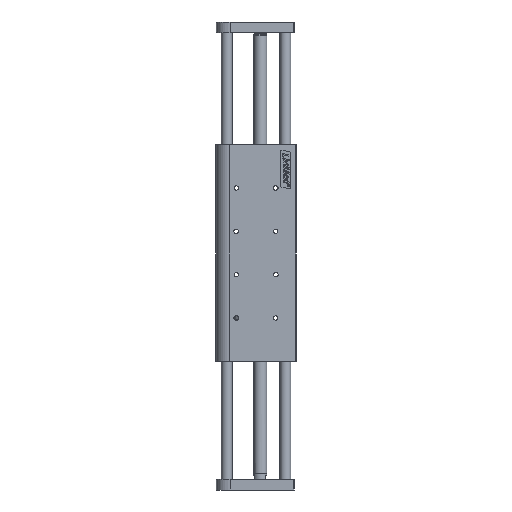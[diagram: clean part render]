
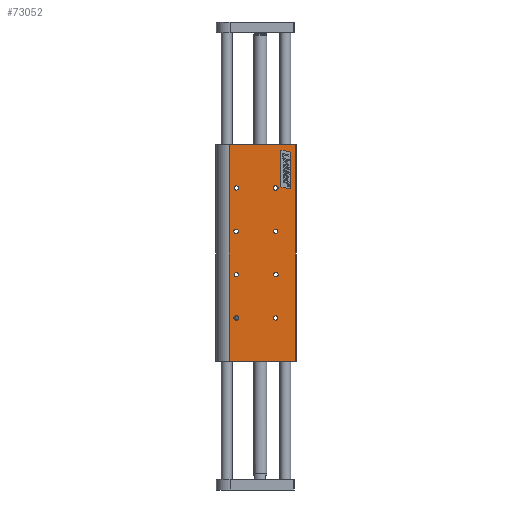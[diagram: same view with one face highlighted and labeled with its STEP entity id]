
A CAD part, left-side view. The second image highlights one B-rep face of the part: STEP entity #73052.
In plain terms, the highlighted planar face has unit normal (-1, 0, 0).
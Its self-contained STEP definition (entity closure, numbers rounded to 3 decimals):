
#138 = LINE ( 'NONE', #23139, #77068 ) ;
#1794 = DIRECTION ( 'NONE',  ( -1., 0., 0. ) ) ;
#2605 = EDGE_LOOP ( 'NONE', ( #21952 ) ) ;
#4160 = DIRECTION ( 'NONE',  ( 0., 0., -1. ) ) ;
#5043 = EDGE_CURVE ( 'NONE', #86585, #46110, #19891, .T. ) ;
#5439 = EDGE_CURVE ( 'NONE', #35918, #35918, #85405, .T. ) ;
#5869 = CARTESIAN_POINT ( 'NONE',  ( -12.5, 22.25, 120. ) ) ;
#7098 = CARTESIAN_POINT ( 'NONE',  ( -12.5, 28.5, 0. ) ) ;
#8038 = CARTESIAN_POINT ( 'NONE',  ( -12.5, 28.5, 200. ) ) ;
#9802 = EDGE_CURVE ( 'NONE', #37278, #37278, #20511, .T. ) ;
#9844 = AXIS2_PLACEMENT_3D ( 'NONE', #5869, #47325, #75986 ) ;
#9978 = VERTEX_POINT ( 'NONE', #43087 ) ;
#10271 = CARTESIAN_POINT ( 'NONE',  ( -12.5, 22.25, 40. ) ) ;
#11131 = CARTESIAN_POINT ( 'NONE',  ( -12.5, -18.931, 0. ) ) ;
#11654 = ORIENTED_EDGE ( 'NONE', *, *, #18182, .T. ) ;
#13066 = EDGE_LOOP ( 'NONE', ( #73076, #84598, #77941, #49477 ) ) ;
#14132 = FACE_BOUND ( 'NONE', #72502, .T. ) ;
#14620 = VECTOR ( 'NONE', #56512, 1000. ) ;
#14817 = EDGE_LOOP ( 'NONE', ( #71461 ) ) ;
#14942 = DIRECTION ( 'NONE',  ( 0., 0., 1. ) ) ;
#15525 = FACE_OUTER_BOUND ( 'NONE', #13066, .T. ) ;
#17129 = LINE ( 'NONE', #52891, #31921 ) ;
#18182 = EDGE_CURVE ( 'NONE', #33480, #33480, #22712, .T. ) ;
#18476 = CARTESIAN_POINT ( 'NONE',  ( -12.5, 22.25, 80. ) ) ;
#18722 = ORIENTED_EDGE ( 'NONE', *, *, #38666, .T. ) ;
#18832 = CIRCLE ( 'NONE', #9844, 2.1 ) ;
#19224 = VECTOR ( 'NONE', #77257, 1000. ) ;
#19664 = AXIS2_PLACEMENT_3D ( 'NONE', #71840, #50238, #14942 ) ;
#19854 = CARTESIAN_POINT ( 'NONE',  ( -12.5, 22.25, 78. ) ) ;
#19891 = LINE ( 'NONE', #48596, #19224 ) ;
#20312 = DIRECTION ( 'NONE',  ( 0., 0., -1. ) ) ;
#20511 = CIRCLE ( 'NONE', #73072, 2.1 ) ;
#20559 = VERTEX_POINT ( 'NONE', #36640 ) ;
#21324 = CARTESIAN_POINT ( 'NONE',  ( -12.5, -27.916, 193.128 ) ) ;
#21952 = ORIENTED_EDGE ( 'NONE', *, *, #76255, .T. ) ;
#22498 = DIRECTION ( 'NONE',  ( 0., 0.978, 0.208 ) ) ;
#22712 = CIRCLE ( 'NONE', #48292, 2. ) ;
#23030 = FACE_BOUND ( 'NONE', #81388, .T. ) ;
#23139 = CARTESIAN_POINT ( 'NONE',  ( -12.5, 28.5, 0. ) ) ;
#23200 = VERTEX_POINT ( 'NONE', #51908 ) ;
#23401 = EDGE_LOOP ( 'NONE', ( #18722, #64732, #71638, #55283 ) ) ;
#23511 = EDGE_CURVE ( 'NONE', #64485, #64485, #18832, .T. ) ;
#23559 = ORIENTED_EDGE ( 'NONE', *, *, #67635, .T. ) ;
#24092 = CARTESIAN_POINT ( 'NONE',  ( -12.5, -32.5, 0. ) ) ;
#24390 = DIRECTION ( 'NONE',  ( 1., 0., 0. ) ) ;
#25003 = AXIS2_PLACEMENT_3D ( 'NONE', #31442, #24390, #4160 ) ;
#26138 = EDGE_LOOP ( 'NONE', ( #71560 ) ) ;
#26716 = CARTESIAN_POINT ( 'NONE',  ( -12.5, -27.916, 0. ) ) ;
#27162 = DIRECTION ( 'NONE',  ( 1., 0., 0. ) ) ;
#27950 = CARTESIAN_POINT ( 'NONE',  ( -12.5, -14.25, 162.1 ) ) ;
#28036 = CIRCLE ( 'NONE', #25003, 2. ) ;
#28203 = VERTEX_POINT ( 'NONE', #70507 ) ;
#29302 = VERTEX_POINT ( 'NONE', #46367 ) ;
#29649 = FACE_BOUND ( 'NONE', #65472, .T. ) ;
#30652 = DIRECTION ( 'NONE',  ( 0., 1., 0. ) ) ;
#30690 = CARTESIAN_POINT ( 'NONE',  ( -12.5, 22.25, 42.1 ) ) ;
#31442 = CARTESIAN_POINT ( 'NONE',  ( -12.5, -14.25, 40. ) ) ;
#31921 = VECTOR ( 'NONE', #37348, 1000. ) ;
#32377 = VECTOR ( 'NONE', #67344, 1000. ) ;
#33480 = VERTEX_POINT ( 'NONE', #19854 ) ;
#33544 = AXIS2_PLACEMENT_3D ( 'NONE', #84964, #27162, #69478 ) ;
#35124 = LINE ( 'NONE', #26716, #70169 ) ;
#35555 = LINE ( 'NONE', #24092, #32377 ) ;
#35918 = VERTEX_POINT ( 'NONE', #27950 ) ;
#36160 = EDGE_CURVE ( 'NONE', #54378, #9978, #86901, .T. ) ;
#36640 = CARTESIAN_POINT ( 'NONE',  ( -12.5, 28.5, 0. ) ) ;
#36985 = ORIENTED_EDGE ( 'NONE', *, *, #86296, .F. ) ;
#37137 = DIRECTION ( 'NONE',  ( 1., 0., 0. ) ) ;
#37278 = VERTEX_POINT ( 'NONE', #30690 ) ;
#37348 = DIRECTION ( 'NONE',  ( 0., 1., 0. ) ) ;
#38003 = EDGE_CURVE ( 'NONE', #28203, #28203, #28036, .T. ) ;
#38666 = EDGE_CURVE ( 'NONE', #46110, #54378, #35124, .T. ) ;
#39591 = CIRCLE ( 'NONE', #33544, 2. ) ;
#40761 = ORIENTED_EDGE ( 'NONE', *, *, #9802, .F. ) ;
#41477 = CARTESIAN_POINT ( 'NONE',  ( -12.5, -27.916, 159.104 ) ) ;
#42548 = CIRCLE ( 'NONE', #54559, 2. ) ;
#43087 = CARTESIAN_POINT ( 'NONE',  ( -12.5, -18.931, 161.015 ) ) ;
#43610 = CIRCLE ( 'NONE', #19664, 2.1 ) ;
#43742 = FACE_BOUND ( 'NONE', #23401, .T. ) ;
#43792 = VERTEX_POINT ( 'NONE', #92702 ) ;
#44172 = EDGE_CURVE ( 'NONE', #29302, #20559, #92189, .T. ) ;
#44208 = PLANE ( 'NONE',  #84210 ) ;
#44821 = CARTESIAN_POINT ( 'NONE',  ( -12.5, -32.5, 200. ) ) ;
#46062 = CARTESIAN_POINT ( 'NONE',  ( -12.5, -32.5, 0. ) ) ;
#46110 = VERTEX_POINT ( 'NONE', #21324 ) ;
#46367 = CARTESIAN_POINT ( 'NONE',  ( -12.5, 28.5, 200. ) ) ;
#47325 = DIRECTION ( 'NONE',  ( -1., 0., 0. ) ) ;
#48292 = AXIS2_PLACEMENT_3D ( 'NONE', #18476, #69699, #20312 ) ;
#48596 = CARTESIAN_POINT ( 'NONE',  ( -12.5, -40.548, 190.438 ) ) ;
#49477 = ORIENTED_EDGE ( 'NONE', *, *, #44172, .T. ) ;
#49791 = DIRECTION ( 'NONE',  ( 1., 0., 0. ) ) ;
#49913 = FACE_BOUND ( 'NONE', #2605, .T. ) ;
#50238 = DIRECTION ( 'NONE',  ( -1., 0., 0. ) ) ;
#51293 = FACE_BOUND ( 'NONE', #83003, .T. ) ;
#51908 = CARTESIAN_POINT ( 'NONE',  ( -12.5, -14.25, 118. ) ) ;
#52891 = CARTESIAN_POINT ( 'NONE',  ( -12.5, 28.5, 200. ) ) ;
#54378 = VERTEX_POINT ( 'NONE', #41477 ) ;
#54559 = AXIS2_PLACEMENT_3D ( 'NONE', #92988, #49791, #62951 ) ;
#54596 = DIRECTION ( 'NONE',  ( -1., 0., 0. ) ) ;
#55283 = ORIENTED_EDGE ( 'NONE', *, *, #5043, .T. ) ;
#56512 = DIRECTION ( 'NONE',  ( 0., 0., -1. ) ) ;
#57450 = CARTESIAN_POINT ( 'NONE',  ( -12.5, 22.25, 122.1 ) ) ;
#62951 = DIRECTION ( 'NONE',  ( 0., 0., -1. ) ) ;
#64485 = VERTEX_POINT ( 'NONE', #57450 ) ;
#64732 = ORIENTED_EDGE ( 'NONE', *, *, #36160, .T. ) ;
#65253 = EDGE_CURVE ( 'NONE', #85731, #20559, #138, .T. ) ;
#65335 = VECTOR ( 'NONE', #22498, 1000. ) ;
#65472 = EDGE_LOOP ( 'NONE', ( #23559 ) ) ;
#67344 = DIRECTION ( 'NONE',  ( 0., 0., 1. ) ) ;
#67635 = EDGE_CURVE ( 'NONE', #23200, #23200, #39591, .T. ) ;
#68691 = CARTESIAN_POINT ( 'NONE',  ( -12.5, -14.25, 160. ) ) ;
#68813 = EDGE_CURVE ( 'NONE', #85731, #74193, #35555, .T. ) ;
#69423 = LINE ( 'NONE', #11131, #89017 ) ;
#69478 = DIRECTION ( 'NONE',  ( 0., 0., -1. ) ) ;
#69601 = VERTEX_POINT ( 'NONE', #75755 ) ;
#69699 = DIRECTION ( 'NONE',  ( 1., 0., 0. ) ) ;
#69947 = DIRECTION ( 'NONE',  ( 0., 0., -1. ) ) ;
#70169 = VECTOR ( 'NONE', #69947, 1000. ) ;
#70507 = CARTESIAN_POINT ( 'NONE',  ( -12.5, -14.25, 38. ) ) ;
#71461 = ORIENTED_EDGE ( 'NONE', *, *, #5439, .F. ) ;
#71519 = FACE_BOUND ( 'NONE', #26138, .T. ) ;
#71560 = ORIENTED_EDGE ( 'NONE', *, *, #23511, .F. ) ;
#71638 = ORIENTED_EDGE ( 'NONE', *, *, #90682, .T. ) ;
#71840 = CARTESIAN_POINT ( 'NONE',  ( -12.5, -14.25, 80. ) ) ;
#71857 = AXIS2_PLACEMENT_3D ( 'NONE', #68691, #54596, #84182 ) ;
#71983 = FACE_BOUND ( 'NONE', #14817, .T. ) ;
#72409 = CARTESIAN_POINT ( 'NONE',  ( -12.5, -18.931, 195.041 ) ) ;
#72502 = EDGE_LOOP ( 'NONE', ( #36985 ) ) ;
#72905 = DIRECTION ( 'NONE',  ( 0., 1., 0. ) ) ;
#73052 = ADVANCED_FACE ( 'NONE', ( #49913, #86982, #29649, #51293, #14132, #71519, #23030, #71983, #15525, #43742 ), #44208, .F. ) ;
#73072 = AXIS2_PLACEMENT_3D ( 'NONE', #10271, #1794, #80792 ) ;
#73076 = ORIENTED_EDGE ( 'NONE', *, *, #65253, .F. ) ;
#74193 = VERTEX_POINT ( 'NONE', #44821 ) ;
#75174 = ORIENTED_EDGE ( 'NONE', *, *, #38003, .T. ) ;
#75212 = EDGE_CURVE ( 'NONE', #74193, #29302, #17129, .T. ) ;
#75755 = CARTESIAN_POINT ( 'NONE',  ( -12.5, -14.25, 82.1 ) ) ;
#75986 = DIRECTION ( 'NONE',  ( 0., 0., 1. ) ) ;
#76255 = EDGE_CURVE ( 'NONE', #43792, #43792, #42548, .T. ) ;
#76958 = DIRECTION ( 'NONE',  ( 0., 0., 1. ) ) ;
#77068 = VECTOR ( 'NONE', #30652, 1000. ) ;
#77257 = DIRECTION ( 'NONE',  ( 0., -0.978, -0.208 ) ) ;
#77941 = ORIENTED_EDGE ( 'NONE', *, *, #75212, .T. ) ;
#80792 = DIRECTION ( 'NONE',  ( 0., 0., 1. ) ) ;
#81388 = EDGE_LOOP ( 'NONE', ( #40761 ) ) ;
#83003 = EDGE_LOOP ( 'NONE', ( #75174 ) ) ;
#84182 = DIRECTION ( 'NONE',  ( 0., 0., 1. ) ) ;
#84210 = AXIS2_PLACEMENT_3D ( 'NONE', #7098, #37137, #72905 ) ;
#84598 = ORIENTED_EDGE ( 'NONE', *, *, #68813, .T. ) ;
#84964 = CARTESIAN_POINT ( 'NONE',  ( -12.5, -14.25, 120. ) ) ;
#85071 = CARTESIAN_POINT ( 'NONE',  ( -12.5, -33.6, 157.894 ) ) ;
#85405 = CIRCLE ( 'NONE', #71857, 2.1 ) ;
#85731 = VERTEX_POINT ( 'NONE', #46062 ) ;
#86296 = EDGE_CURVE ( 'NONE', #69601, #69601, #43610, .T. ) ;
#86585 = VERTEX_POINT ( 'NONE', #72409 ) ;
#86901 = LINE ( 'NONE', #85071, #65335 ) ;
#86982 = FACE_BOUND ( 'NONE', #87269, .T. ) ;
#87269 = EDGE_LOOP ( 'NONE', ( #11654 ) ) ;
#89017 = VECTOR ( 'NONE', #76958, 1000. ) ;
#90682 = EDGE_CURVE ( 'NONE', #9978, #86585, #69423, .T. ) ;
#92189 = LINE ( 'NONE', #8038, #14620 ) ;
#92702 = CARTESIAN_POINT ( 'NONE',  ( -12.5, 22.25, 158. ) ) ;
#92988 = CARTESIAN_POINT ( 'NONE',  ( -12.5, 22.25, 160. ) ) ;
